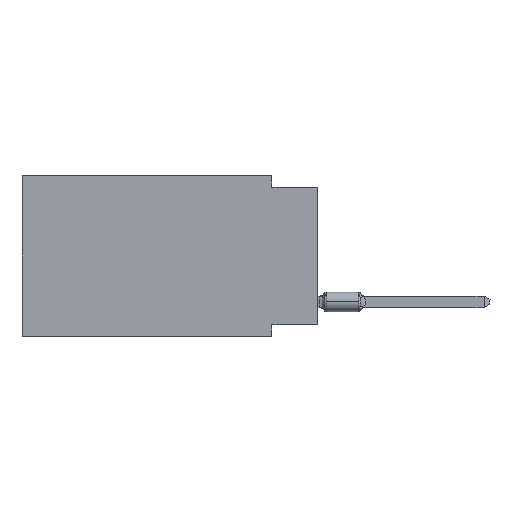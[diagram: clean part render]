
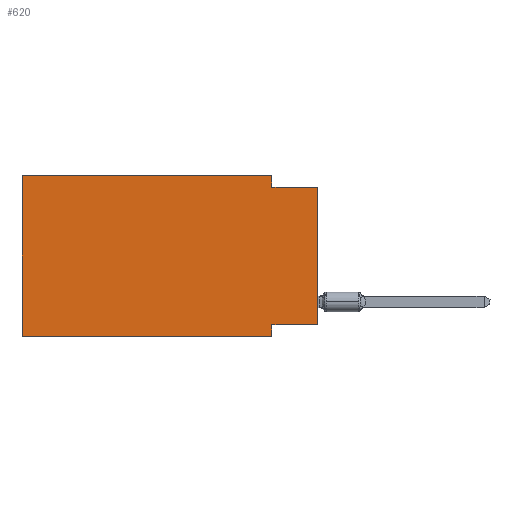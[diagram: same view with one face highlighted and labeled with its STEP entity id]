
A CAD part, left-side view. The second image highlights one B-rep face of the part: STEP entity #620.
In plain terms, the highlighted planar face has unit normal (-1, 0, 0).
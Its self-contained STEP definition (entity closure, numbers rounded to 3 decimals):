
#122 = CARTESIAN_POINT ( 'NONE',  ( 0., 2.54, -8.89 ) ) ;
#137 = DIRECTION ( 'NONE',  ( 0., 0., -1. ) ) ;
#294 = DIRECTION ( 'NONE',  ( 0., -1., 0. ) ) ;
#301 = CARTESIAN_POINT ( 'NONE',  ( 0., 16.383, 0. ) ) ;
#611 = ORIENTED_EDGE ( 'NONE', *, *, #14311, .T. ) ;
#620 = ADVANCED_FACE ( 'NONE', ( #14914 ), #7375, .F. ) ;
#986 = AXIS2_PLACEMENT_3D ( 'NONE', #1164, #6308, #12405 ) ;
#1050 = EDGE_CURVE ( 'NONE', #2993, #4445, #5270, .T. ) ;
#1164 = CARTESIAN_POINT ( 'NONE',  ( 0., 16.383, 0. ) ) ;
#1306 = VECTOR ( 'NONE', #4734, 1000. ) ;
#1450 = CARTESIAN_POINT ( 'NONE',  ( 0., 2.54, -8.89 ) ) ;
#1529 = VECTOR ( 'NONE', #294, 1000. ) ;
#2325 = CARTESIAN_POINT ( 'NONE',  ( 0., 2.54, -0.635 ) ) ;
#2523 = CARTESIAN_POINT ( 'NONE',  ( 0., 16.383, 0. ) ) ;
#2781 = LINE ( 'NONE', #301, #7674 ) ;
#2946 = LINE ( 'NONE', #10300, #14549 ) ;
#2956 = CARTESIAN_POINT ( 'NONE',  ( 0., 0., -0.635 ) ) ;
#2975 = DIRECTION ( 'NONE',  ( 0., 1., 0. ) ) ;
#2993 = VERTEX_POINT ( 'NONE', #10518 ) ;
#3031 = VERTEX_POINT ( 'NONE', #14338 ) ;
#3212 = VERTEX_POINT ( 'NONE', #2956 ) ;
#4018 = LINE ( 'NONE', #1450, #12889 ) ;
#4445 = VERTEX_POINT ( 'NONE', #7950 ) ;
#4734 = DIRECTION ( 'NONE',  ( 0., -1., 0. ) ) ;
#4861 = CARTESIAN_POINT ( 'NONE',  ( 0., 0., 0. ) ) ;
#5270 = LINE ( 'NONE', #2523, #1529 ) ;
#6308 = DIRECTION ( 'NONE',  ( 1., 0., 0. ) ) ;
#6609 = VERTEX_POINT ( 'NONE', #15666 ) ;
#6624 = LINE ( 'NONE', #7097, #12802 ) ;
#6679 = DIRECTION ( 'NONE',  ( 0., -1., 0. ) ) ;
#6806 = VERTEX_POINT ( 'NONE', #2325 ) ;
#7097 = CARTESIAN_POINT ( 'NONE',  ( 0., 0., -8.255 ) ) ;
#7216 = LINE ( 'NONE', #8537, #1306 ) ;
#7375 = PLANE ( 'NONE',  #986 ) ;
#7674 = VECTOR ( 'NONE', #15450, 1000. ) ;
#7950 = CARTESIAN_POINT ( 'NONE',  ( 0., 2.54, 0. ) ) ;
#8496 = ORIENTED_EDGE ( 'NONE', *, *, #13254, .F. ) ;
#8537 = CARTESIAN_POINT ( 'NONE',  ( 0., 16.383, -8.89 ) ) ;
#8753 = VECTOR ( 'NONE', #15449, 1000. ) ;
#9724 = CARTESIAN_POINT ( 'NONE',  ( 0., 0., -8.255 ) ) ;
#9862 = EDGE_CURVE ( 'NONE', #3031, #11476, #4018, .T. ) ;
#9884 = EDGE_LOOP ( 'NONE', ( #11898, #10670, #10900, #12496, #8496, #611, #9905, #10850 ) ) ;
#9905 = ORIENTED_EDGE ( 'NONE', *, *, #9862, .F. ) ;
#10300 = CARTESIAN_POINT ( 'NONE',  ( 0., 0., -0.635 ) ) ;
#10518 = CARTESIAN_POINT ( 'NONE',  ( 0., 16.383, 0. ) ) ;
#10632 = LINE ( 'NONE', #14124, #8753 ) ;
#10670 = ORIENTED_EDGE ( 'NONE', *, *, #11041, .F. ) ;
#10850 = ORIENTED_EDGE ( 'NONE', *, *, #14528, .F. ) ;
#10900 = ORIENTED_EDGE ( 'NONE', *, *, #12344, .F. ) ;
#11041 = EDGE_CURVE ( 'NONE', #6806, #3212, #2946, .T. ) ;
#11111 = VECTOR ( 'NONE', #11382, 1000. ) ;
#11133 = LINE ( 'NONE', #4861, #11111 ) ;
#11382 = DIRECTION ( 'NONE',  ( 0., 0., 1. ) ) ;
#11476 = VERTEX_POINT ( 'NONE', #122 ) ;
#11898 = ORIENTED_EDGE ( 'NONE', *, *, #12247, .T. ) ;
#12247 = EDGE_CURVE ( 'NONE', #12460, #3212, #11133, .T. ) ;
#12344 = EDGE_CURVE ( 'NONE', #4445, #6806, #10632, .T. ) ;
#12405 = DIRECTION ( 'NONE',  ( 0., 0., -1. ) ) ;
#12460 = VERTEX_POINT ( 'NONE', #9724 ) ;
#12496 = ORIENTED_EDGE ( 'NONE', *, *, #1050, .F. ) ;
#12802 = VECTOR ( 'NONE', #2975, 1000. ) ;
#12889 = VECTOR ( 'NONE', #137, 1000. ) ;
#13254 = EDGE_CURVE ( 'NONE', #6609, #2993, #2781, .T. ) ;
#14124 = CARTESIAN_POINT ( 'NONE',  ( 0., 2.54, 0. ) ) ;
#14311 = EDGE_CURVE ( 'NONE', #6609, #11476, #7216, .T. ) ;
#14338 = CARTESIAN_POINT ( 'NONE',  ( 0., 2.54, -8.255 ) ) ;
#14528 = EDGE_CURVE ( 'NONE', #12460, #3031, #6624, .T. ) ;
#14549 = VECTOR ( 'NONE', #6679, 1000. ) ;
#14914 = FACE_OUTER_BOUND ( 'NONE', #9884, .T. ) ;
#15449 = DIRECTION ( 'NONE',  ( 0., 0., -1. ) ) ;
#15450 = DIRECTION ( 'NONE',  ( 0., 0., 1. ) ) ;
#15666 = CARTESIAN_POINT ( 'NONE',  ( 0., 16.383, -8.89 ) ) ;
